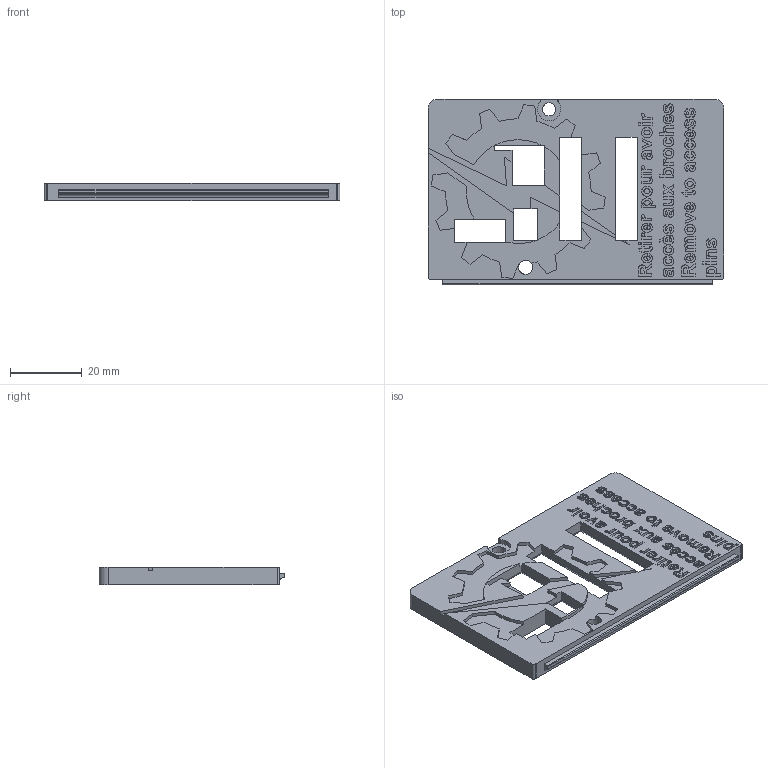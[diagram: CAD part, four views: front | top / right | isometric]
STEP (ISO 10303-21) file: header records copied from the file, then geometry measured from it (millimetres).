
FILE_DESCRIPTION(/* description */ (''),/* implementation_level */ '2;1');
FILE_NAME(/* name */ 'CrcDuino Plaque Connecteurs.step',/* time_stamp */ '2021-10-28T14:05:51-04:00',/* author */ (''),/* organization */ (''),/* preprocessor_version */ 'ST-DEVELOPER v18.1',/* originating_system */ 'Autodesk Translation Framework v10.10.0.1391',/* authorisation */ '');
FILE_SCHEMA (('AUTOMOTIVE_DESIGN { 1 0 10303 214 3 1 1 }'));
Length unit declared in the file: millimetre
Products named in the file (1): Boitier V2_ConnectorRetainer
Bounding box: 82.61 x 51.76 x 5 mm (x, y, z)
Volume: 16295.8 mm3; surface area: 10728.7 mm2
Topology: 1 solids, 1 shells, 1188 faces, 3333 edges, 2216 vertices
Faces by surface type: bspline 776, plane 398, cylinder 14
Full cylindrical faces by diameter (mm): 3.7 x1, 4 x1
Entity records: 44873 total; most frequent: CARTESIAN_POINT 19712, ORIENTED_EDGE 6666, EDGE_CURVE 3333, DIRECTION 2627, VERTEX_POINT 2216, LINE 1741, VECTOR 1741, B_SPLINE_CURVE_WITH_KNOTS 1460
